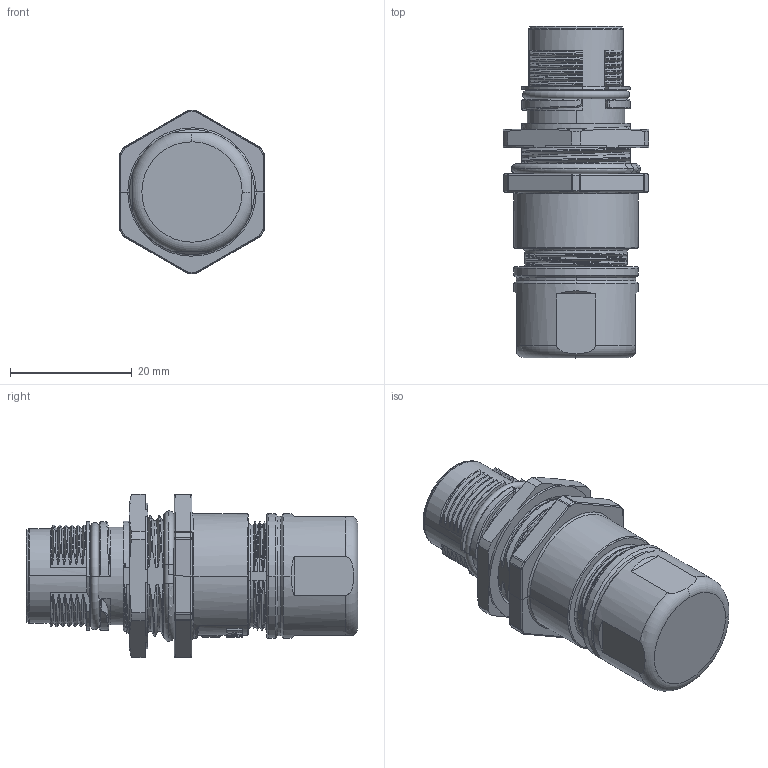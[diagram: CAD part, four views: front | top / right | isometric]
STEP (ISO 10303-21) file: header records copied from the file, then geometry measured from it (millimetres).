
FILE_DESCRIPTION((''),'2;1');
FILE_NAME('M17-XXX-CCT_R-DXX-SH_SW0002','2023-12-15T',('zh.su'),(''),'PRO/ENGINEER BY PARAMETRIC TECHNOLOGY CORPORATION, 2012480','PRO/ENGINEER BY PARAMETRIC TECHNOLOGY CORPORATION, 2012480','');
FILE_SCHEMA(('CONFIG_CONTROL_DESIGN'));
Products named in the file (1): M17-XXX-CCT_R-DXX-SH_SW0002
Bounding box: 23.9 x 54.55 x 26.8 mm (x, y, z)
Volume: 14821.7 mm3; surface area: 7849.8 mm2
Topology: 1 solids, 1 shells, 1047 faces, 3027 edges, 1947 vertices
Faces by surface type: plane 316, cylinder 279, bspline 192, cone 178, torus 70, sphere 12
Entity records: 46578 total; most frequent: CARTESIAN_POINT 20842, ORIENTED_EDGE 6040, DIRECTION 4595, EDGE_CURVE 3020, VERTEX_POINT 1947, AXIS2_PLACEMENT_3D 1802, EDGE_LOOP 1119, B_SPLINE_CURVE_WITH_KNOTS 1082
